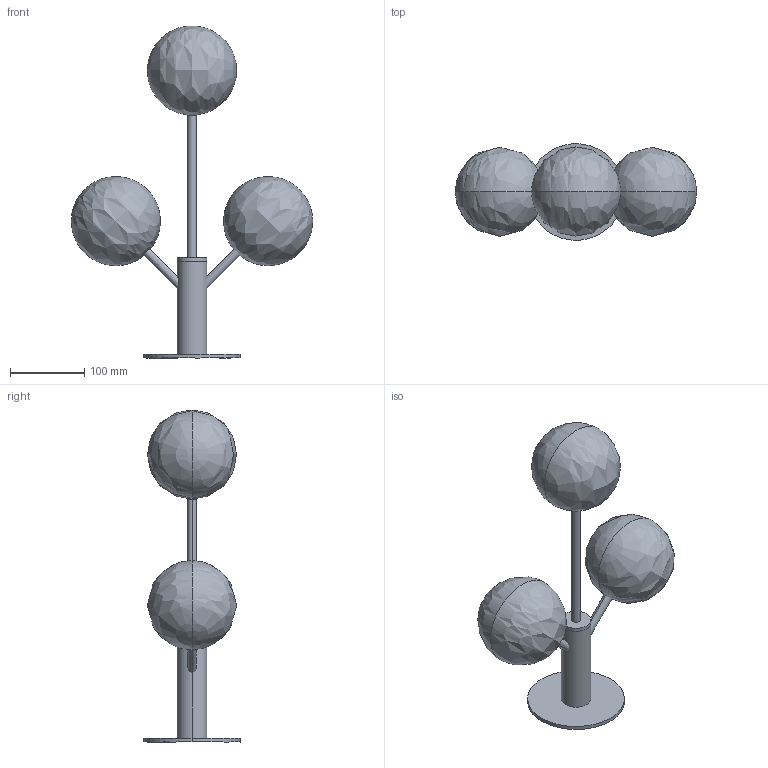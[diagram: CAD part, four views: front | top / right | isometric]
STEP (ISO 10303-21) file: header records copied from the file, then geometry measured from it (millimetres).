
FILE_DESCRIPTION(/* description */ (''),/* implementation_level */ '2;1');
FILE_NAME(/* name */ '17E7F0~1',/* time_stamp */ '2020-11-06T18:46:51+01:00',/* author */ (''),/* organization */ (''),/* preprocessor_version */ 'ST-DEVELOPER v16.5',/* originating_system */ '',/* authorisation */ '');
FILE_SCHEMA (('AUTOMOTIVE_DESIGN'));
Length unit declared in the file: millimetre
Products named in the file (1): Document
Bounding box: 324.98 x 129.9 x 446.9 mm (x, y, z)
Volume: 4152329.7 mm3; surface area: 280957.1 mm2
Topology: 11 solids, 11 shells, 36 faces, 87 edges, 56 vertices
Faces by surface type: bspline 26, plane 10
Entity records: 1472 total; most frequent: CARTESIAN_POINT 927, ORIENTED_EDGE 100, EDGE_CURVE 50, ADVANCED_FACE 36, FACE_OUTER_BOUND 36, EDGE_LOOP 36, VERTEX_POINT 36, COLOUR_RGB 24
